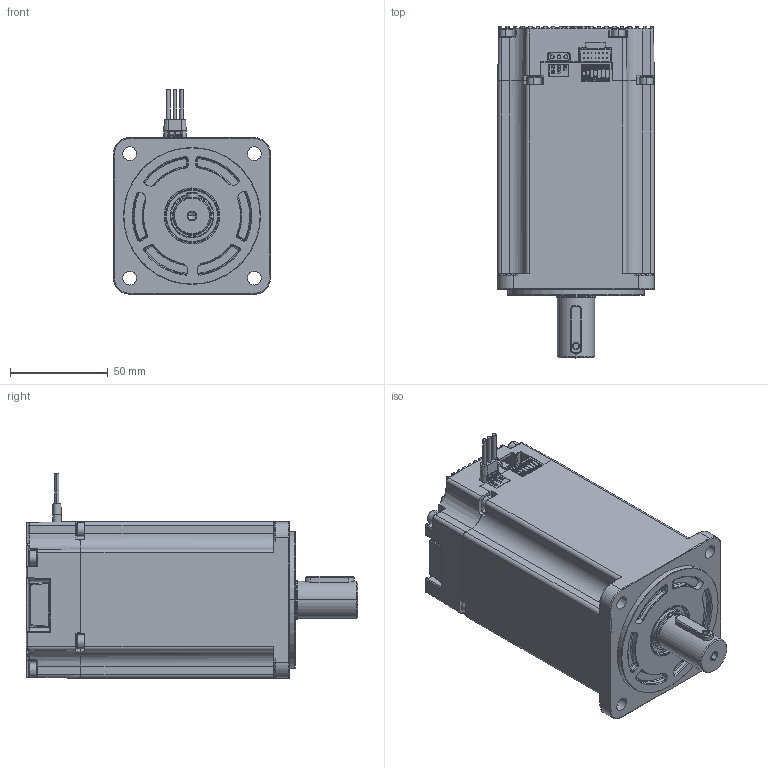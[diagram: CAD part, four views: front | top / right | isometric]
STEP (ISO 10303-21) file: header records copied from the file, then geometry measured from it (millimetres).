
FILE_DESCRIPTION((''),'2;1');
FILE_NAME('RT-IDV1000-K1935-48V','2024-10-10T11:33:27',('ruiwe'),(''),'CREO PARAMETRIC BY PTC INC, 2021063','CREO PARAMETRIC BY PTC INC, 2021063','');
FILE_SCHEMA(('CONFIG_CONTROL_DESIGN','SHAPE_APPEARANCE_LAYERS_GROUPS'));
Products named in the file (1): RT-IDV1000-K1935-48V
Bounding box: 80.01 x 169.56 x 104.47 mm (x, y, z)
Volume: 230098.2 mm3; surface area: 147284.2 mm2
Topology: 1 solids, 290 shells, 3324 faces, 12184 edges, 9147 vertices
Faces by surface type: plane 1720, cylinder 988, torus 182, cone 140, sphere 124, bspline 98, extrusion 72
Entity records: 174064 total; most frequent: CARTESIAN_POINT 42408, ORIENTED_EDGE 19618, DIRECTION 18539, EDGE_CURVE 12064, VERTEX_POINT 9147, PRESENTATION_STYLE_ASSIGNMENT 8912, STYLED_ITEM 8820, VECTOR 7857
